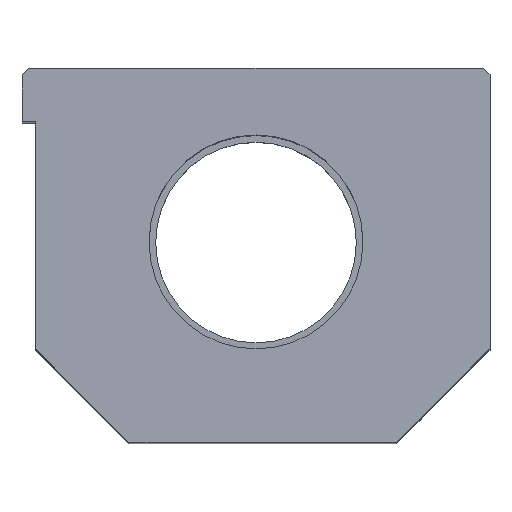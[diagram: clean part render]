
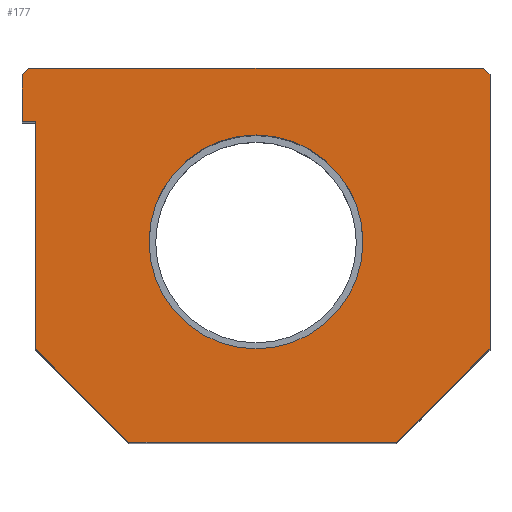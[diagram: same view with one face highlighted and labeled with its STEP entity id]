
A CAD part, top view. The second image highlights one B-rep face of the part: STEP entity #177.
In plain terms, the highlighted planar face has unit normal (0, 0, 1).
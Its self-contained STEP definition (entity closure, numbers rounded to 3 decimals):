
#177 = ADVANCED_FACE( '', ( #388, #389 ), #390, .T. );
#388 = FACE_OUTER_BOUND( '', #603, .T. );
#389 = FACE_BOUND( '', #604, .T. );
#390 = PLANE( '', #605 );
#603 = EDGE_LOOP( '', ( #1023, #1024, #1025, #1026, #1027, #1028, #1029, #1030, #1031, #1032 ) );
#604 = EDGE_LOOP( '', ( #1033 ) );
#605 = AXIS2_PLACEMENT_3D( '', #1034, #1035, #1036 );
#1023 = ORIENTED_EDGE( '', *, *, #1216, .T. );
#1024 = ORIENTED_EDGE( '', *, *, #1255, .T. );
#1025 = ORIENTED_EDGE( '', *, *, #1252, .T. );
#1026 = ORIENTED_EDGE( '', *, *, #1133, .T. );
#1027 = ORIENTED_EDGE( '', *, *, #1264, .T. );
#1028 = ORIENTED_EDGE( '', *, *, #1269, .T. );
#1029 = ORIENTED_EDGE( '', *, *, #1207, .T. );
#1030 = ORIENTED_EDGE( '', *, *, #1203, .T. );
#1031 = ORIENTED_EDGE( '', *, *, #1171, .T. );
#1032 = ORIENTED_EDGE( '', *, *, #1234, .T. );
#1033 = ORIENTED_EDGE( '', *, *, #1270, .T. );
#1034 = CARTESIAN_POINT( '', ( 0., 0., 62. ) );
#1035 = DIRECTION( '', ( 0., 0., 1. ) );
#1036 = DIRECTION( '', ( 1., 0., 0. ) );
#1133 = EDGE_CURVE( '', #1333, #1331, #1334, .T. );
#1171 = EDGE_CURVE( '', #1396, #1394, #1397, .T. );
#1203 = EDGE_CURVE( '', #1445, #1396, #1446, .T. );
#1207 = EDGE_CURVE( '', #1451, #1445, #1452, .T. );
#1216 = EDGE_CURVE( '', #1465, #1463, #1466, .T. );
#1234 = EDGE_CURVE( '', #1394, #1465, #1491, .T. );
#1252 = EDGE_CURVE( '', #1514, #1333, #1515, .T. );
#1255 = EDGE_CURVE( '', #1463, #1514, #1518, .T. );
#1264 = EDGE_CURVE( '', #1331, #1529, #1531, .T. );
#1269 = EDGE_CURVE( '', #1529, #1451, #1536, .T. );
#1270 = EDGE_CURVE( '', #1537, #1537, #1538, .T. );
#1331 = VERTEX_POINT( '', #1617 );
#1333 = VERTEX_POINT( '', #1620 );
#1334 = LINE( '', #1621, #1622 );
#1394 = VERTEX_POINT( '', #1695 );
#1396 = VERTEX_POINT( '', #1698 );
#1397 = LINE( '', #1699, #1700 );
#1445 = VERTEX_POINT( '', #1805 );
#1446 = LINE( '', #1806, #1807 );
#1451 = VERTEX_POINT( '', #1813 );
#1452 = LINE( '', #1814, #1815 );
#1463 = VERTEX_POINT( '', #1828 );
#1465 = VERTEX_POINT( '', #1831 );
#1466 = LINE( '', #1832, #1833 );
#1491 = LINE( '', #1860, #1861 );
#1514 = VERTEX_POINT( '', #1887 );
#1515 = LINE( '', #1888, #1889 );
#1518 = LINE( '', #1893, #1894 );
#1529 = VERTEX_POINT( '', #1906 );
#1531 = LINE( '', #1909, #1910 );
#1536 = LINE( '', #1916, #1917 );
#1537 = VERTEX_POINT( '', #1918 );
#1538 = CIRCLE( '', #1919, 8. );
#1617 = CARTESIAN_POINT( '', ( -16.5, 7., 62. ) );
#1620 = CARTESIAN_POINT( '', ( -16.5, 24., 62. ) );
#1621 = CARTESIAN_POINT( '', ( -16.5, 24., 62. ) );
#1622 = VECTOR( '', #1967, 1000. );
#1695 = CARTESIAN_POINT( '', ( 17., 28., 62. ) );
#1698 = CARTESIAN_POINT( '', ( 17.5, 27.5, 62. ) );
#1699 = CARTESIAN_POINT( '', ( 17.5, 27.5, 62. ) );
#1700 = VECTOR( '', #2021, 1000. );
#1805 = CARTESIAN_POINT( '', ( 17.5, 7., 62. ) );
#1806 = CARTESIAN_POINT( '', ( 17.5, 7., 62. ) );
#1807 = VECTOR( '', #2055, 1000. );
#1813 = CARTESIAN_POINT( '', ( 10.5, 0., 62. ) );
#1814 = CARTESIAN_POINT( '', ( 10.5, 0., 62. ) );
#1815 = VECTOR( '', #2060, 1000. );
#1828 = CARTESIAN_POINT( '', ( -17.5, 27.5, 62. ) );
#1831 = CARTESIAN_POINT( '', ( -17., 28., 62. ) );
#1832 = CARTESIAN_POINT( '', ( -17., 28., 62. ) );
#1833 = VECTOR( '', #2073, 1000. );
#1860 = CARTESIAN_POINT( '', ( 17., 28., 62. ) );
#1861 = VECTOR( '', #2100, 1000. );
#1887 = CARTESIAN_POINT( '', ( -17.5, 24., 62. ) );
#1888 = CARTESIAN_POINT( '', ( -17.5, 24., 62. ) );
#1889 = VECTOR( '', #2119, 1000. );
#1893 = CARTESIAN_POINT( '', ( -17.5, 27.5, 62. ) );
#1894 = VECTOR( '', #2121, 1000. );
#1906 = CARTESIAN_POINT( '', ( -9.5, 0., 62. ) );
#1909 = CARTESIAN_POINT( '', ( -16.5, 7., 62. ) );
#1910 = VECTOR( '', #2130, 1000. );
#1916 = CARTESIAN_POINT( '', ( -9.5, 0., 62. ) );
#1917 = VECTOR( '', #2132, 1000. );
#1918 = CARTESIAN_POINT( '', ( -8., 15., 62. ) );
#1919 = AXIS2_PLACEMENT_3D( '', #2133, #2134, #2135 );
#1967 = DIRECTION( '', ( 0., -1., 0. ) );
#2021 = DIRECTION( '', ( -0.707, 0.707, 0. ) );
#2055 = DIRECTION( '', ( 0., 1., 0. ) );
#2060 = DIRECTION( '', ( 0.707, 0.707, 0. ) );
#2073 = DIRECTION( '', ( -0.707, -0.707, 0. ) );
#2100 = DIRECTION( '', ( -1., 0., 0. ) );
#2119 = DIRECTION( '', ( 1., 0., 0. ) );
#2121 = DIRECTION( '', ( 0., -1., 0. ) );
#2130 = DIRECTION( '', ( 0.707, -0.707, 0. ) );
#2132 = DIRECTION( '', ( 1., 0., 0. ) );
#2133 = CARTESIAN_POINT( '', ( 0., 15., 62. ) );
#2134 = DIRECTION( '', ( 0., 0., -1. ) );
#2135 = DIRECTION( '', ( -1., 0., 0. ) );
